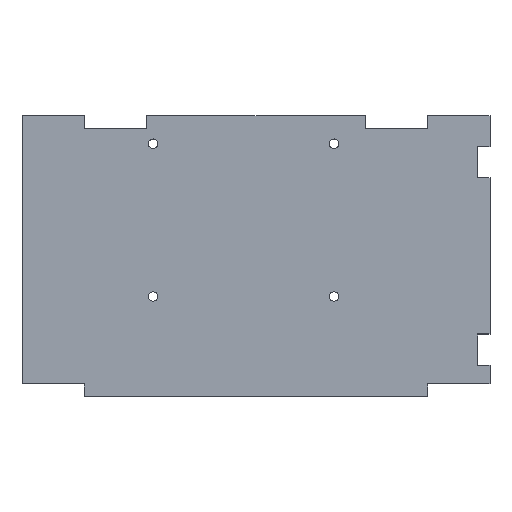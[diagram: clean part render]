
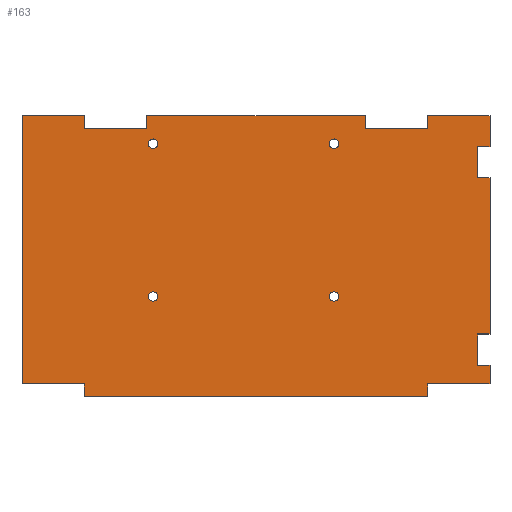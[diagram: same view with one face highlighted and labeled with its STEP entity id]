
A CAD part, top view. The second image highlights one B-rep face of the part: STEP entity #163.
In plain terms, the highlighted planar face has unit normal (0, 0, 1).
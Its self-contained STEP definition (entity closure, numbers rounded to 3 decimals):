
#125=FACE_BOUND('',#247,.T.);
#126=FACE_BOUND('',#248,.T.);
#127=FACE_BOUND('',#249,.T.);
#128=FACE_BOUND('',#250,.T.);
#129=FACE_BOUND('',#251,.T.);
#163=ADVANCED_FACE('',(#125,#126,#127,#128,#129),#189,.T.);
#189=PLANE('',#949);
#247=EDGE_LOOP('',(#361,#362,#363,#364,#365,#366,#367,#368,#369,#370,#371,
#372,#373,#374,#375,#376,#377,#378,#379,#380,#381,#382,#383,#384));
#248=EDGE_LOOP('',(#385));
#249=EDGE_LOOP('',(#386));
#250=EDGE_LOOP('',(#387));
#251=EDGE_LOOP('',(#388));
#361=ORIENTED_EDGE('',*,*,#475,.T.);
#362=ORIENTED_EDGE('',*,*,#479,.T.);
#363=ORIENTED_EDGE('',*,*,#482,.T.);
#364=ORIENTED_EDGE('',*,*,#485,.T.);
#365=ORIENTED_EDGE('',*,*,#488,.T.);
#366=ORIENTED_EDGE('',*,*,#491,.T.);
#367=ORIENTED_EDGE('',*,*,#494,.T.);
#368=ORIENTED_EDGE('',*,*,#497,.T.);
#369=ORIENTED_EDGE('',*,*,#500,.T.);
#370=ORIENTED_EDGE('',*,*,#503,.T.);
#371=ORIENTED_EDGE('',*,*,#506,.T.);
#372=ORIENTED_EDGE('',*,*,#509,.T.);
#373=ORIENTED_EDGE('',*,*,#512,.T.);
#374=ORIENTED_EDGE('',*,*,#515,.T.);
#375=ORIENTED_EDGE('',*,*,#518,.T.);
#376=ORIENTED_EDGE('',*,*,#521,.T.);
#377=ORIENTED_EDGE('',*,*,#524,.T.);
#378=ORIENTED_EDGE('',*,*,#527,.T.);
#379=ORIENTED_EDGE('',*,*,#530,.T.);
#380=ORIENTED_EDGE('',*,*,#533,.T.);
#381=ORIENTED_EDGE('',*,*,#536,.T.);
#382=ORIENTED_EDGE('',*,*,#539,.T.);
#383=ORIENTED_EDGE('',*,*,#542,.T.);
#384=ORIENTED_EDGE('',*,*,#550,.T.);
#385=ORIENTED_EDGE('',*,*,#547,.F.);
#386=ORIENTED_EDGE('',*,*,#545,.F.);
#387=ORIENTED_EDGE('',*,*,#543,.F.);
#388=ORIENTED_EDGE('',*,*,#551,.F.);
#419=VERTEX_POINT('',#1170);
#420=VERTEX_POINT('',#1172);
#422=VERTEX_POINT('',#1178);
#424=VERTEX_POINT('',#1184);
#426=VERTEX_POINT('',#1190);
#428=VERTEX_POINT('',#1196);
#430=VERTEX_POINT('',#1202);
#432=VERTEX_POINT('',#1208);
#434=VERTEX_POINT('',#1214);
#436=VERTEX_POINT('',#1220);
#438=VERTEX_POINT('',#1226);
#440=VERTEX_POINT('',#1232);
#442=VERTEX_POINT('',#1238);
#444=VERTEX_POINT('',#1244);
#446=VERTEX_POINT('',#1250);
#448=VERTEX_POINT('',#1256);
#450=VERTEX_POINT('',#1262);
#452=VERTEX_POINT('',#1268);
#454=VERTEX_POINT('',#1274);
#456=VERTEX_POINT('',#1280);
#458=VERTEX_POINT('',#1286);
#460=VERTEX_POINT('',#1292);
#462=VERTEX_POINT('',#1298);
#464=VERTEX_POINT('',#1304);
#465=VERTEX_POINT('',#1308);
#467=VERTEX_POINT('',#1313);
#469=VERTEX_POINT('',#1318);
#471=VERTEX_POINT('',#1326);
#475=EDGE_CURVE('',#420,#419,#673,.T.);
#479=EDGE_CURVE('',#419,#422,#677,.T.);
#482=EDGE_CURVE('',#422,#424,#680,.T.);
#485=EDGE_CURVE('',#424,#426,#683,.T.);
#488=EDGE_CURVE('',#426,#428,#686,.T.);
#491=EDGE_CURVE('',#428,#430,#689,.T.);
#494=EDGE_CURVE('',#430,#432,#692,.T.);
#497=EDGE_CURVE('',#432,#434,#695,.T.);
#500=EDGE_CURVE('',#434,#436,#698,.T.);
#503=EDGE_CURVE('',#436,#438,#701,.T.);
#506=EDGE_CURVE('',#438,#440,#704,.T.);
#509=EDGE_CURVE('',#440,#442,#707,.T.);
#512=EDGE_CURVE('',#442,#444,#710,.T.);
#515=EDGE_CURVE('',#444,#446,#713,.T.);
#518=EDGE_CURVE('',#446,#448,#716,.T.);
#521=EDGE_CURVE('',#448,#450,#719,.T.);
#524=EDGE_CURVE('',#450,#452,#722,.T.);
#527=EDGE_CURVE('',#452,#454,#725,.T.);
#530=EDGE_CURVE('',#454,#456,#728,.T.);
#533=EDGE_CURVE('',#456,#458,#731,.T.);
#536=EDGE_CURVE('',#458,#460,#734,.T.);
#539=EDGE_CURVE('',#460,#462,#737,.T.);
#542=EDGE_CURVE('',#462,#464,#740,.T.);
#543=EDGE_CURVE('',#465,#465,#557,.T.);
#545=EDGE_CURVE('',#467,#467,#559,.T.);
#547=EDGE_CURVE('',#469,#469,#561,.T.);
#550=EDGE_CURVE('',#464,#420,#742,.T.);
#551=EDGE_CURVE('',#471,#471,#563,.T.);
#557=CIRCLE('',#936,1.5);
#559=CIRCLE('',#939,1.5);
#561=CIRCLE('',#942,1.5);
#563=CIRCLE('',#946,1.5);
#673=LINE('',#1171,#769);
#677=LINE('',#1179,#773);
#680=LINE('',#1185,#776);
#683=LINE('',#1191,#779);
#686=LINE('',#1197,#782);
#689=LINE('',#1203,#785);
#692=LINE('',#1209,#788);
#695=LINE('',#1215,#791);
#698=LINE('',#1221,#794);
#701=LINE('',#1227,#797);
#704=LINE('',#1233,#800);
#707=LINE('',#1239,#803);
#710=LINE('',#1245,#806);
#713=LINE('',#1251,#809);
#716=LINE('',#1257,#812);
#719=LINE('',#1263,#815);
#722=LINE('',#1269,#818);
#725=LINE('',#1275,#821);
#728=LINE('',#1281,#824);
#731=LINE('',#1287,#827);
#734=LINE('',#1293,#830);
#737=LINE('',#1299,#833);
#740=LINE('',#1305,#836);
#742=LINE('',#1323,#838);
#769=VECTOR('',#989,1.);
#773=VECTOR('',#995,1.);
#776=VECTOR('',#1000,1.);
#779=VECTOR('',#1005,1.);
#782=VECTOR('',#1010,1.);
#785=VECTOR('',#1015,1.);
#788=VECTOR('',#1020,1.);
#791=VECTOR('',#1025,1.);
#794=VECTOR('',#1030,1.);
#797=VECTOR('',#1035,1.);
#800=VECTOR('',#1040,1.);
#803=VECTOR('',#1045,1.);
#806=VECTOR('',#1050,1.);
#809=VECTOR('',#1055,1.);
#812=VECTOR('',#1060,1.);
#815=VECTOR('',#1065,1.);
#818=VECTOR('',#1070,1.);
#821=VECTOR('',#1075,1.);
#824=VECTOR('',#1080,1.);
#827=VECTOR('',#1085,1.);
#830=VECTOR('',#1090,1.);
#833=VECTOR('',#1095,1.);
#836=VECTOR('',#1100,1.);
#838=VECTOR('',#1122,1.);
#936=AXIS2_PLACEMENT_3D('',#1307,#1103,#1104);
#939=AXIS2_PLACEMENT_3D('',#1312,#1109,#1110);
#942=AXIS2_PLACEMENT_3D('',#1317,#1115,#1116);
#946=AXIS2_PLACEMENT_3D('',#1325,#1125,#1126);
#949=AXIS2_PLACEMENT_3D('',#1330,#1131,#1132);
#989=DIRECTION('',(0.,-1.,0.));
#995=DIRECTION('',(1.,0.,0.));
#1000=DIRECTION('',(0.,-1.,0.));
#1005=DIRECTION('',(1.,0.,0.));
#1010=DIRECTION('',(0.,1.,0.));
#1015=DIRECTION('',(1.,0.,0.));
#1020=DIRECTION('',(0.,1.,0.));
#1025=DIRECTION('',(-1.,0.,0.));
#1030=DIRECTION('',(0.,1.,0.));
#1035=DIRECTION('',(1.,0.,0.));
#1040=DIRECTION('',(0.,1.,0.));
#1045=DIRECTION('',(-1.,0.,0.));
#1050=DIRECTION('',(0.,1.,0.));
#1055=DIRECTION('',(1.,0.,0.));
#1060=DIRECTION('',(0.,1.,0.));
#1065=DIRECTION('',(-1.,0.,0.));
#1070=DIRECTION('',(0.,-1.,0.));
#1075=DIRECTION('',(-1.,0.,0.));
#1080=DIRECTION('',(0.,1.,0.));
#1085=DIRECTION('',(-1.,0.,0.));
#1090=DIRECTION('',(0.,-1.,0.));
#1095=DIRECTION('',(-1.,0.,0.));
#1100=DIRECTION('',(0.,1.,0.));
#1103=DIRECTION('',(0.,0.,1.));
#1104=DIRECTION('',(1.,0.,0.));
#1109=DIRECTION('',(0.,0.,1.));
#1110=DIRECTION('',(1.,0.,0.));
#1115=DIRECTION('',(0.,0.,1.));
#1116=DIRECTION('',(1.,0.,0.));
#1122=DIRECTION('',(-1.,0.,0.));
#1125=DIRECTION('',(0.,0.,1.));
#1126=DIRECTION('',(1.,0.,0.));
#1131=DIRECTION('',(0.,0.,1.));
#1132=DIRECTION('',(1.,0.,0.));
#1170=CARTESIAN_POINT('',(0.,0.,4.));
#1171=CARTESIAN_POINT('',(0.,86.,4.));
#1172=CARTESIAN_POINT('',(0.,86.,4.));
#1178=CARTESIAN_POINT('',(20.,0.,4.));
#1179=CARTESIAN_POINT('',(0.,0.,4.));
#1184=CARTESIAN_POINT('',(20.,-4.,4.));
#1185=CARTESIAN_POINT('',(20.,0.,4.));
#1190=CARTESIAN_POINT('',(130.,-4.,4.));
#1191=CARTESIAN_POINT('',(20.,-4.,4.));
#1196=CARTESIAN_POINT('',(130.,0.,4.));
#1197=CARTESIAN_POINT('',(130.,-4.,4.));
#1202=CARTESIAN_POINT('',(150.,0.,4.));
#1203=CARTESIAN_POINT('',(130.,0.,4.));
#1208=CARTESIAN_POINT('',(150.,6.,4.));
#1209=CARTESIAN_POINT('',(150.,0.,4.));
#1214=CARTESIAN_POINT('',(146.,6.,4.));
#1215=CARTESIAN_POINT('',(150.,6.,4.));
#1220=CARTESIAN_POINT('',(146.,16.,4.));
#1221=CARTESIAN_POINT('',(146.,6.,4.));
#1226=CARTESIAN_POINT('',(150.,16.,4.));
#1227=CARTESIAN_POINT('',(146.,16.,4.));
#1232=CARTESIAN_POINT('',(150.,66.,4.));
#1233=CARTESIAN_POINT('',(150.,16.,4.));
#1238=CARTESIAN_POINT('',(146.,66.,4.));
#1239=CARTESIAN_POINT('',(150.,66.,4.));
#1244=CARTESIAN_POINT('',(146.,76.,4.));
#1245=CARTESIAN_POINT('',(146.,66.,4.));
#1250=CARTESIAN_POINT('',(150.,76.,4.));
#1251=CARTESIAN_POINT('',(146.,76.,4.));
#1256=CARTESIAN_POINT('',(150.,86.,4.));
#1257=CARTESIAN_POINT('',(150.,76.,4.));
#1262=CARTESIAN_POINT('',(130.,86.,4.));
#1263=CARTESIAN_POINT('',(150.,86.,4.));
#1268=CARTESIAN_POINT('',(130.,82.,4.));
#1269=CARTESIAN_POINT('',(130.,86.,4.));
#1274=CARTESIAN_POINT('',(110.,82.,4.));
#1275=CARTESIAN_POINT('',(130.,82.,4.));
#1280=CARTESIAN_POINT('',(110.,86.,4.));
#1281=CARTESIAN_POINT('',(110.,82.,4.));
#1286=CARTESIAN_POINT('',(40.,86.,4.));
#1287=CARTESIAN_POINT('',(110.,86.,4.));
#1292=CARTESIAN_POINT('',(40.,82.,4.));
#1293=CARTESIAN_POINT('',(40.,86.,4.));
#1298=CARTESIAN_POINT('',(20.,82.,4.));
#1299=CARTESIAN_POINT('',(40.,82.,4.));
#1304=CARTESIAN_POINT('',(20.,86.,4.));
#1305=CARTESIAN_POINT('',(20.,82.,4.));
#1307=CARTESIAN_POINT('',(100.,28.,4.));
#1308=CARTESIAN_POINT('',(101.5,28.,4.));
#1312=CARTESIAN_POINT('',(42.,77.,4.));
#1313=CARTESIAN_POINT('',(43.5,77.,4.));
#1317=CARTESIAN_POINT('',(42.,28.,4.));
#1318=CARTESIAN_POINT('',(43.5,28.,4.));
#1323=CARTESIAN_POINT('',(20.,86.,4.));
#1325=CARTESIAN_POINT('',(100.,77.,4.));
#1326=CARTESIAN_POINT('',(101.5,77.,4.));
#1330=CARTESIAN_POINT('',(42.,28.,4.));
